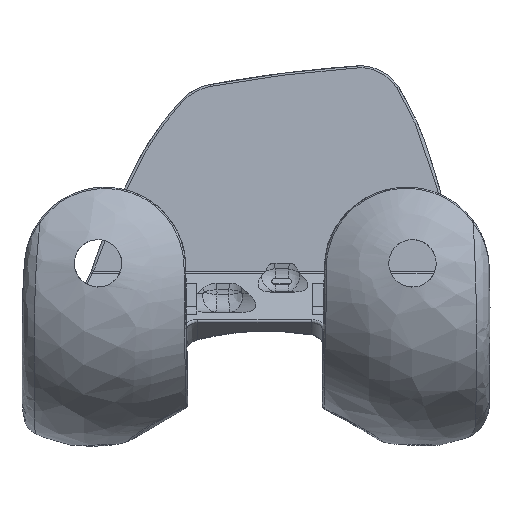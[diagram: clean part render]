
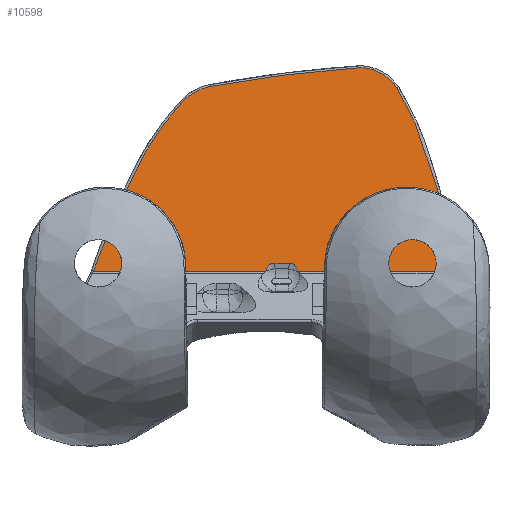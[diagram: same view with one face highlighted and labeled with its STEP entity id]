
A CAD part, front view. The second image highlights one B-rep face of the part: STEP entity #10598.
In plain terms, the highlighted planar face has unit normal (0, -0.995, 0.104).
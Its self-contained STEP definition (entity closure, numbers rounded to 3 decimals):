
#460=CARTESIAN_POINT('',(13.696,27.766,42.094));
#461=CARTESIAN_POINT('',(14.112,27.769,42.123));
#462=CARTESIAN_POINT('',(14.931,27.766,42.091));
#463=CARTESIAN_POINT('',(16.15,27.733,41.777));
#464=CARTESIAN_POINT('',(17.275,27.673,41.206));
#465=CARTESIAN_POINT('',(18.252,27.59,40.405));
#466=CARTESIAN_POINT('',(18.763,27.522,39.758));
#467=CARTESIAN_POINT('',(18.987,27.485,39.403));
#497=CARTESIAN_POINT('',(18.987,27.485,39.403));
#498=CARTESIAN_POINT('',(19.094,27.467,39.233));
#499=CARTESIAN_POINT('',(19.318,27.429,38.868));
#500=CARTESIAN_POINT('',(19.68,27.364,38.244));
#501=CARTESIAN_POINT('',(20.069,27.291,37.539));
#502=CARTESIAN_POINT('',(20.483,27.208,36.749));
#503=CARTESIAN_POINT('',(20.923,27.116,35.869));
#504=CARTESIAN_POINT('',(21.383,27.014,34.893));
#505=CARTESIAN_POINT('',(21.856,26.902,33.814));
#506=CARTESIAN_POINT('',(22.334,26.778,32.626));
#507=CARTESIAN_POINT('',(22.809,26.641,31.319));
#508=CARTESIAN_POINT('',(23.287,26.491,29.884));
#509=CARTESIAN_POINT('',(23.797,26.318,28.225));
#510=CARTESIAN_POINT('',(24.239,26.159,26.704));
#511=CARTESIAN_POINT('',(24.632,26.01,25.268));
#512=CARTESIAN_POINT('',(24.991,25.863,23.863));
#513=CARTESIAN_POINT('',(25.33,25.712,22.414));
#514=CARTESIAN_POINT('',(25.668,25.544,20.807));
#515=CARTESIAN_POINT('',(25.995,25.355,18.994));
#516=CARTESIAN_POINT('',(26.289,25.145,16.987));
#517=CARTESIAN_POINT('',(26.464,24.988,15.487));
#518=CARTESIAN_POINT('',(26.544,24.906,14.698));
#2609=DIRECTION('',(-1.,0.,0.));
#2610=VECTOR('',#2609,20.89);
#2611=CARTESIAN_POINT('',(26.544,24.906,14.698));
#2612=LINE('',#2611,#2610);
#2623=DIRECTION('',(-1.,0.,0.));
#2624=VECTOR('',#2623,23.198);
#2625=CARTESIAN_POINT('',(1.31,24.906,14.698));
#2626=LINE('',#2625,#2624);
#2648=DIRECTION('',(1.,0.,0.));
#2649=VECTOR('',#2648,2.155);
#2650=CARTESIAN_POINT('',(2.432,25.018,15.766));
#2651=LINE('',#2650,#2649);
#2652=CARTESIAN_POINT('',(2.432,25.018,15.766));
#2653=CARTESIAN_POINT('',(2.121,25.018,15.766));
#2654=CARTESIAN_POINT('',(1.693,24.988,15.487));
#2655=CARTESIAN_POINT('',(1.419,24.936,14.988));
#2656=CARTESIAN_POINT('',(1.31,24.906,14.698));
#2658=CARTESIAN_POINT('',(4.587,25.018,15.766));
#2659=CARTESIAN_POINT('',(4.897,25.018,15.766));
#2660=CARTESIAN_POINT('',(5.315,24.989,15.495));
#2661=CARTESIAN_POINT('',(5.563,24.937,14.993));
#2662=CARTESIAN_POINT('',(5.654,24.906,14.698));
#2780=CARTESIAN_POINT('',(-21.888,24.906,14.698));
#2781=CARTESIAN_POINT('',(-21.702,24.968,15.29));
#2782=CARTESIAN_POINT('',(-21.327,25.085,16.413));
#2783=CARTESIAN_POINT('',(-20.778,25.244,17.931));
#2784=CARTESIAN_POINT('',(-20.271,25.382,19.255));
#2785=CARTESIAN_POINT('',(-19.794,25.506,20.447));
#2786=CARTESIAN_POINT('',(-19.34,25.621,21.546));
#2787=CARTESIAN_POINT('',(-18.888,25.732,22.608));
#2788=CARTESIAN_POINT('',(-18.368,25.856,23.795));
#2789=CARTESIAN_POINT('',(-17.874,25.97,24.892));
#2790=CARTESIAN_POINT('',(-17.38,26.082,25.96));
#2791=CARTESIAN_POINT('',(-16.89,26.189,26.99));
#2792=CARTESIAN_POINT('',(-16.39,26.296,28.007));
#2793=CARTESIAN_POINT('',(-15.88,26.399,29.002));
#2794=CARTESIAN_POINT('',(-15.444,26.484,29.814));
#2795=CARTESIAN_POINT('',(-15.029,26.562,30.557));
#2796=CARTESIAN_POINT('',(-14.595,26.639,31.297));
#2797=CARTESIAN_POINT('',(-14.111,26.721,32.083));
#2798=CARTESIAN_POINT('',(-13.511,26.816,32.997));
#2799=CARTESIAN_POINT('',(-12.934,26.902,33.815));
#2800=CARTESIAN_POINT('',(-12.424,26.974,34.501));
#2801=CARTESIAN_POINT('',(-11.952,27.037,35.109));
#2802=CARTESIAN_POINT('',(-11.484,27.097,35.687));
#2803=CARTESIAN_POINT('',(-10.995,27.158,36.268));
#2804=CARTESIAN_POINT('',(-10.468,27.221,36.872));
#2805=CARTESIAN_POINT('',(-10.07,27.267,37.311));
#2806=CARTESIAN_POINT('',(-9.86,27.29,37.537));
#2847=CARTESIAN_POINT('',(-9.86,27.29,37.537));
#2848=CARTESIAN_POINT('',(-9.528,27.328,37.895));
#2849=CARTESIAN_POINT('',(-8.807,27.393,38.523));
#2850=CARTESIAN_POINT('',(-7.515,27.467,39.233));
#2851=CARTESIAN_POINT('',(-6.599,27.496,39.504));
#2852=CARTESIAN_POINT('',(-6.121,27.505,39.592));
#2866=CARTESIAN_POINT('',(-6.121,27.505,39.592));
#2867=CARTESIAN_POINT('',(-3.936,27.547,39.995));
#2868=CARTESIAN_POINT('',(0.445,27.622,40.717));
#2869=CARTESIAN_POINT('',(7.051,27.709,41.551));
#2870=CARTESIAN_POINT('',(11.477,27.75,41.941));
#2871=CARTESIAN_POINT('',(13.696,27.766,42.094));
#3028=CARTESIAN_POINT('',(-21.888,24.906,14.698));
#3688=VERTEX_POINT('',#3028);
#3690=VERTEX_POINT('',#2806);
#3692=VERTEX_POINT('',#2852);
#3694=VERTEX_POINT('',#2871);
#3696=VERTEX_POINT('',#467);
#3698=VERTEX_POINT('',#518);
#3891=CARTESIAN_POINT('',(2.432,25.018,15.766));
#3892=CARTESIAN_POINT('',(4.587,25.018,15.766));
#3893=VERTEX_POINT('',#3891);
#3894=VERTEX_POINT('',#3892);
#3895=VERTEX_POINT('',#2662);
#3896=VERTEX_POINT('',#2656);
#10576=CARTESIAN_POINT('',(41.028,24.887,14.52));
#10577=DIRECTION('',(0.,0.995,-0.104));
#10578=DIRECTION('',(0.,0.104,0.995));
#10579=AXIS2_PLACEMENT_3D('',#10576,#10577,#10578);
#10580=PLANE('',#10579);
#10582=ORIENTED_EDGE('',*,*,#10581,.F.);
#10584=ORIENTED_EDGE('',*,*,#10583,.T.);
#10585=ORIENTED_EDGE('',*,*,#10550,.T.);
#10587=ORIENTED_EDGE('',*,*,#10586,.T.);
#10589=ORIENTED_EDGE('',*,*,#10588,.T.);
#10591=ORIENTED_EDGE('',*,*,#10590,.T.);
#10592=ORIENTED_EDGE('',*,*,#5100,.T.);
#10593=ORIENTED_EDGE('',*,*,#5273,.T.);
#10594=ORIENTED_EDGE('',*,*,#10535,.T.);
#10595=ORIENTED_EDGE('',*,*,#10566,.F.);
#10596=EDGE_LOOP('',(#10582,#10584,#10585,#10587,#10589,#10591,#10592,#10593,
#10594,#10595));
#10597=FACE_OUTER_BOUND('',#10596,.F.);
#10598=ADVANCED_FACE('',(#10597),#10580,.F.);
#468=B_SPLINE_CURVE_WITH_KNOTS('',3,(#460,#461,#462,#463,#464,#465,#466,#467),
.UNSPECIFIED.,.F.,.F.,(4,1,1,1,1,4),(0.,0.2,0.4,0.6,0.8,1.),
.UNSPECIFIED.);
#519=B_SPLINE_CURVE_WITH_KNOTS('',3,(#497,#498,#499,#500,#501,#502,#503,#504,
#505,#506,#507,#508,#509,#510,#511,#512,#513,#514,#515,#516,#517,#518),
.UNSPECIFIED.,.F.,.F.,(4,1,1,1,1,1,1,1,1,1,1,1,1,1,1,1,1,1,1,4),(0.,
0.053,0.105,0.158,0.211,
0.263,0.316,0.368,0.421,
0.474,0.526,0.579,0.632,
0.684,0.737,0.789,0.842,
0.895,0.947,1.),.UNSPECIFIED.);
#2657=B_SPLINE_CURVE_WITH_KNOTS('',3,(#2652,#2653,#2654,#2655,#2656),
.UNSPECIFIED.,.F.,.F.,(4,1,4),(0.,0.5,1.),.UNSPECIFIED.);
#2663=B_SPLINE_CURVE_WITH_KNOTS('',3,(#2658,#2659,#2660,#2661,#2662),
.UNSPECIFIED.,.F.,.F.,(4,1,4),(0.,0.5,1.),.UNSPECIFIED.);
#2807=B_SPLINE_CURVE_WITH_KNOTS('',3,(#2780,#2781,#2782,#2783,#2784,#2785,#2786,
#2787,#2788,#2789,#2790,#2791,#2792,#2793,#2794,#2795,#2796,#2797,#2798,#2799,
#2800,#2801,#2802,#2803,#2804,#2805,#2806),.UNSPECIFIED.,.F.,.F.,(4,1,1,1,1,1,1,
1,1,1,1,1,1,1,1,1,1,1,1,1,1,1,1,1,4),(0.,0.042,0.083,
0.125,0.167,0.208,0.25,0.292,
0.333,0.375,0.417,0.458,0.5,
0.542,0.583,0.625,0.667,0.708,
0.75,0.792,0.833,0.875,0.917,
0.958,1.),.UNSPECIFIED.);
#2853=B_SPLINE_CURVE_WITH_KNOTS('',3,(#2847,#2848,#2849,#2850,#2851,#2852),
.UNSPECIFIED.,.F.,.F.,(4,1,1,4),(0.,0.333,0.667,1.),
.UNSPECIFIED.);
#2872=B_SPLINE_CURVE_WITH_KNOTS('',3,(#2866,#2867,#2868,#2869,#2870,#2871),
.UNSPECIFIED.,.F.,.F.,(4,1,1,4),(0.,0.333,0.667,1.),
.UNSPECIFIED.);
#5100=EDGE_CURVE('',#3694,#3696,#468,.T.);
#5273=EDGE_CURVE('',#3696,#3698,#519,.T.);
#10535=EDGE_CURVE('',#3698,#3895,#2612,.T.);
#10550=EDGE_CURVE('',#3896,#3688,#2626,.T.);
#10566=EDGE_CURVE('',#3894,#3895,#2663,.T.);
#10581=EDGE_CURVE('',#3893,#3894,#2651,.T.);
#10583=EDGE_CURVE('',#3893,#3896,#2657,.T.);
#10586=EDGE_CURVE('',#3688,#3690,#2807,.T.);
#10588=EDGE_CURVE('',#3690,#3692,#2853,.T.);
#10590=EDGE_CURVE('',#3692,#3694,#2872,.T.);
